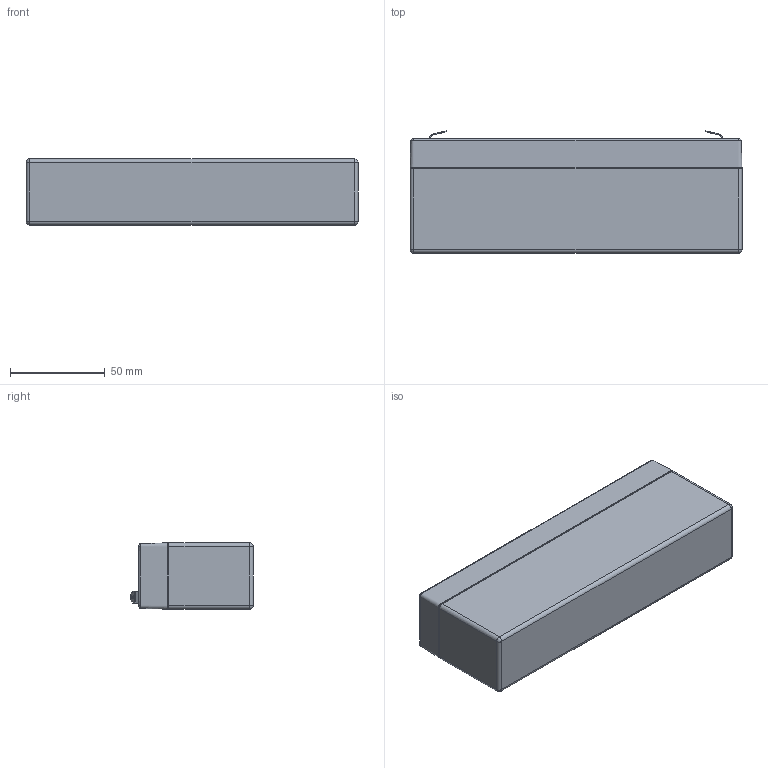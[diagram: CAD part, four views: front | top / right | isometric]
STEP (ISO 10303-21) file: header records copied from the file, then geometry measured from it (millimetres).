
FILE_DESCRIPTION (( 'STEP AP214' ), '1' );
FILE_NAME ('Lead-acid-akkumulator-wide-12V.STEP', '2014-11-28T21:26:15', ( '' ), ( '' ), 'SwSTEP 2.0', 'SolidWorks 2012', '' );
FILE_SCHEMA (( 'AUTOMOTIVE_DESIGN' ));
Length unit declared in the file: millimetre
Products named in the file (1): Lead-acid-akkumulator-wide-12V
Bounding box: 175 x 64.63 x 35 mm (x, y, z)
Volume: 366126 mm3; surface area: 37350.2 mm2
Topology: 1 solids, 1 shells, 148 faces, 402 edges, 262 vertices
Faces by surface type: plane 85, cylinder 49, bspline 10, sphere 4
Entity records: 5636 total; most frequent: CARTESIAN_POINT 1421, ORIENTED_EDGE 796, DIRECTION 758, EDGE_CURVE 398, LINE 268, VECTOR 268, VERTEX_POINT 262, AXIS2_PLACEMENT_3D 245
